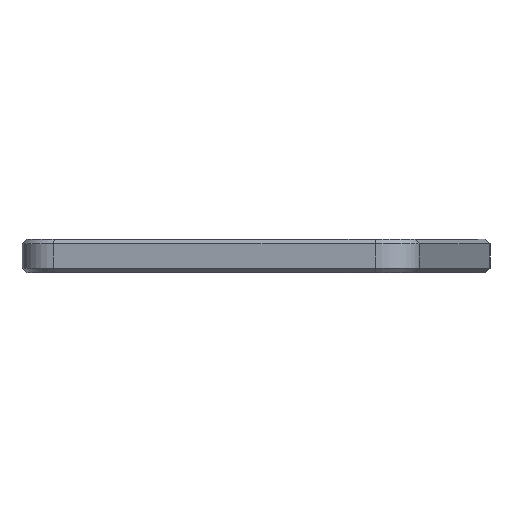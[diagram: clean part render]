
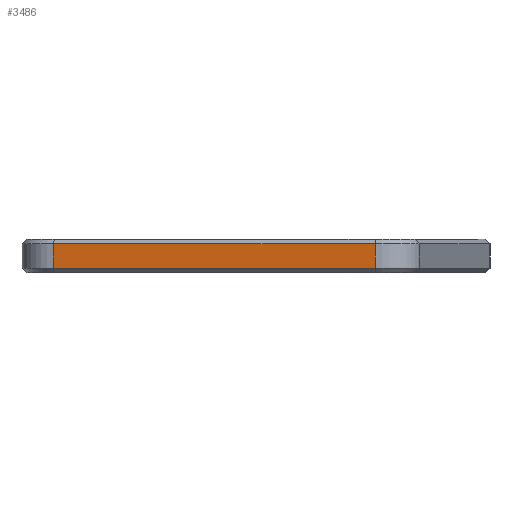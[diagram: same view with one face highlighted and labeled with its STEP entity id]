
A CAD part, left-side view. The second image highlights one B-rep face of the part: STEP entity #3486.
In plain terms, the highlighted planar face has unit normal (-0.985, 0.173, 0).
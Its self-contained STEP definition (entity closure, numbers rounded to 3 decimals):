
#141=PLANE('',#3845);
#303=FACE_OUTER_BOUND('',#516,.T.);
#516=EDGE_LOOP('',(#2877,#2878,#2879,#2880));
#832=LINE('',#5799,#1143);
#845=LINE('',#5833,#1156);
#846=LINE('',#5835,#1157);
#847=LINE('',#5836,#1158);
#1143=VECTOR('',#4691,10.);
#1156=VECTOR('',#4730,10.);
#1157=VECTOR('',#4731,10.);
#1158=VECTOR('',#4732,10.);
#1673=VERTEX_POINT('',#5785);
#1674=VERTEX_POINT('',#5798);
#1682=VERTEX_POINT('',#5832);
#1683=VERTEX_POINT('',#5834);
#2107=EDGE_CURVE('',#1673,#1674,#832,.T.);
#2124=EDGE_CURVE('',#1682,#1673,#845,.T.);
#2125=EDGE_CURVE('',#1683,#1682,#846,.T.);
#2126=EDGE_CURVE('',#1683,#1674,#847,.T.);
#2877=ORIENTED_EDGE('',*,*,#2107,.F.);
#2878=ORIENTED_EDGE('',*,*,#2124,.F.);
#2879=ORIENTED_EDGE('',*,*,#2125,.F.);
#2880=ORIENTED_EDGE('',*,*,#2126,.T.);
#3486=ADVANCED_FACE('',(#303),#141,.T.);
#3845=AXIS2_PLACEMENT_3D('',#5831,#4728,#4729);
#4691=DIRECTION('',(0.173,0.985,0.));
#4728=DIRECTION('center_axis',(-0.985,0.173,0.));
#4729=DIRECTION('ref_axis',(-0.173,-0.985,0.));
#4730=DIRECTION('',(0.,0.,-1.));
#4731=DIRECTION('',(-0.173,-0.985,0.));
#4732=DIRECTION('',(0.,0.,-1.));
#5785=CARTESIAN_POINT('',(71.547,-110.377,-5.09));
#5798=CARTESIAN_POINT('',(84.176,-38.544,-5.09));
#5799=CARTESIAN_POINT('',(81.863,-51.703,-5.09));
#5831=CARTESIAN_POINT('Origin',(84.176,-38.544,-3.59));
#5832=CARTESIAN_POINT('',(71.547,-110.377,0.41));
#5833=CARTESIAN_POINT('',(71.547,-110.377,-3.59));
#5834=CARTESIAN_POINT('',(84.176,-38.544,0.41));
#5835=CARTESIAN_POINT('',(81.863,-51.703,0.41));
#5836=CARTESIAN_POINT('',(84.176,-38.544,-3.59));
